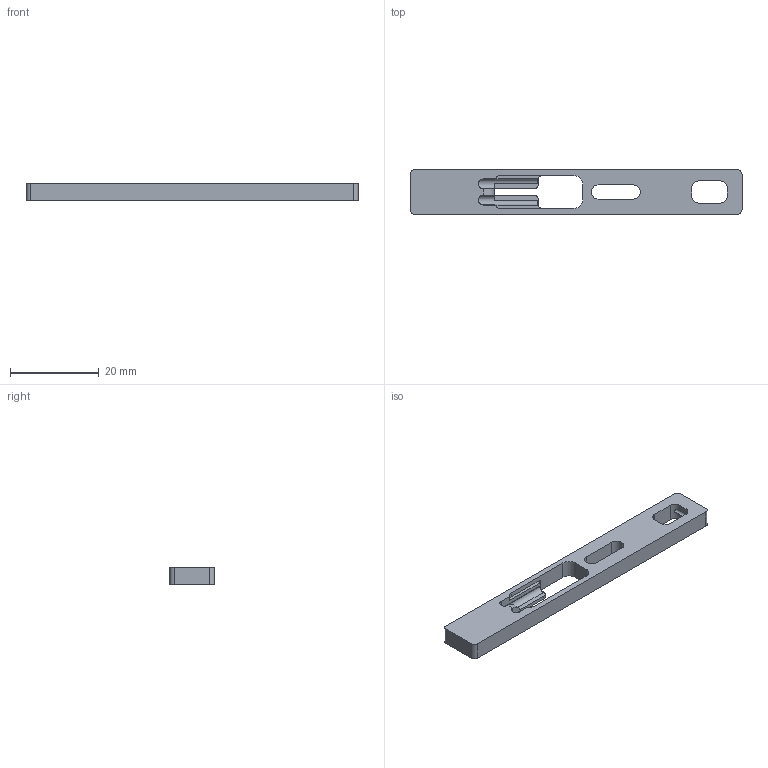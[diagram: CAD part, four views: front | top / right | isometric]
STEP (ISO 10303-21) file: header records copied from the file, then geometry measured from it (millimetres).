
FILE_DESCRIPTION (( 'STEP AP203' ), '1' );
FILE_NAME ('latch.STEP', '2024-10-02T11:23:54', ( '' ), ( '' ), 'SwSTEP 2.0', 'SolidWorks 2023', '' );
FILE_SCHEMA (( 'CONFIG_CONTROL_DESIGN' ));
Length unit declared in the file: millimetre
Products named in the file (1): latch
Bounding box: 75 x 10 x 4 mm (x, y, z)
Volume: 2073.2 mm3; surface area: 2460.1 mm2
Topology: 1 solids, 1 shells, 89 faces, 251 edges, 160 vertices
Faces by surface type: plane 44, cylinder 37, cone 4, sphere 4
Entity records: 3080 total; most frequent: CARTESIAN_POINT 645, DIRECTION 501, ORIENTED_EDGE 498, EDGE_CURVE 249, AXIS2_PLACEMENT_3D 176, VERTEX_POINT 160, VECTOR 149, LINE 149
